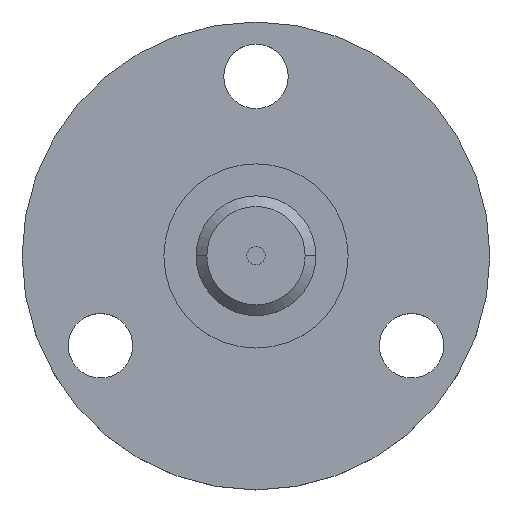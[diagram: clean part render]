
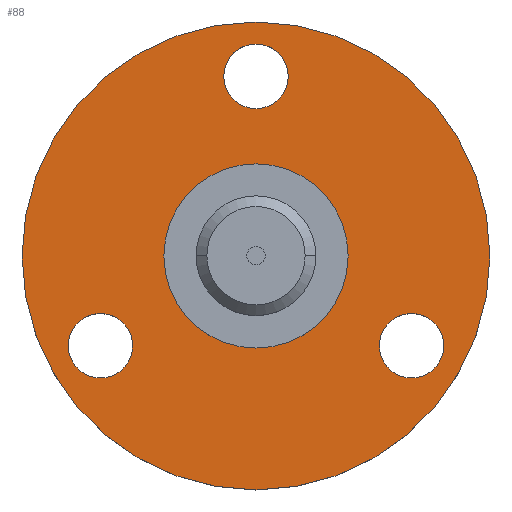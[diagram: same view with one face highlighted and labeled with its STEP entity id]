
A CAD part, top view. The second image highlights one B-rep face of the part: STEP entity #88.
In plain terms, the highlighted planar face has unit normal (0, 0, 1).
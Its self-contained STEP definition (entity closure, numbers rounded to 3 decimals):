
#5 = VERTEX_POINT ( 'NONE', #105 ) ;
#33 = CIRCLE ( 'NONE', #674, 1.75 ) ;
#43 = DIRECTION ( 'NONE',  ( 0., 0., 1. ) ) ;
#53 = DIRECTION ( 'NONE',  ( 1., 0., 0. ) ) ;
#88 = ADVANCED_FACE ( 'NONE', ( #606, #929, #281, #1588, #1227 ), #956, .T. ) ;
#92 = DIRECTION ( 'NONE',  ( 0., 0., 1. ) ) ;
#105 = CARTESIAN_POINT ( 'NONE',  ( -12.7, 0., 28.49 ) ) ;
#106 = CIRCLE ( 'NONE', #141, 12.7 ) ;
#112 = AXIS2_PLACEMENT_3D ( 'NONE', #501, #911, #708 ) ;
#115 = CARTESIAN_POINT ( 'NONE',  ( 0., 0., 28.49 ) ) ;
#123 = EDGE_CURVE ( 'NONE', #1387, #1008, #1477, .T. ) ;
#129 = ORIENTED_EDGE ( 'NONE', *, *, #872, .F. ) ;
#141 = AXIS2_PLACEMENT_3D ( 'NONE', #1019, #43, #899 ) ;
#162 = DIRECTION ( 'NONE',  ( 0., 0., 1. ) ) ;
#186 = DIRECTION ( 'NONE',  ( 0., 0., 1. ) ) ;
#195 = ORIENTED_EDGE ( 'NONE', *, *, #509, .F. ) ;
#208 = ORIENTED_EDGE ( 'NONE', *, *, #1001, .F. ) ;
#227 = AXIS2_PLACEMENT_3D ( 'NONE', #955, #342, #464 ) ;
#228 = DIRECTION ( 'NONE',  ( 0., 0., 1. ) ) ;
#281 = FACE_BOUND ( 'NONE', #1469, .T. ) ;
#284 = EDGE_LOOP ( 'NONE', ( #195, #473 ) ) ;
#288 = CARTESIAN_POINT ( 'NONE',  ( -8.444, -4.875, 28.49 ) ) ;
#321 = EDGE_CURVE ( 'NONE', #1483, #1568, #566, .T. ) ;
#342 = DIRECTION ( 'NONE',  ( 0., 0., 1. ) ) ;
#380 = ORIENTED_EDGE ( 'NONE', *, *, #321, .F. ) ;
#387 = AXIS2_PLACEMENT_3D ( 'NONE', #965, #571, #1074 ) ;
#396 = EDGE_CURVE ( 'NONE', #1425, #893, #667, .T. ) ;
#405 = DIRECTION ( 'NONE',  ( 1., 0., 0. ) ) ;
#417 = CARTESIAN_POINT ( 'NONE',  ( 0., 0., 28.49 ) ) ;
#431 = DIRECTION ( 'NONE',  ( 0., 0., 1. ) ) ;
#442 = DIRECTION ( 'NONE',  ( 1., 0., 0. ) ) ;
#446 = CIRCLE ( 'NONE', #1128, 1.75 ) ;
#464 = DIRECTION ( 'NONE',  ( 1., 0., 0. ) ) ;
#469 = VERTEX_POINT ( 'NONE', #1006 ) ;
#473 = ORIENTED_EDGE ( 'NONE', *, *, #396, .F. ) ;
#477 = CARTESIAN_POINT ( 'NONE',  ( 0., 0., 28.49 ) ) ;
#483 = DIRECTION ( 'NONE',  ( -0.5, 0.866, 0. ) ) ;
#501 = CARTESIAN_POINT ( 'NONE',  ( 8.444, -4.875, 28.49 ) ) ;
#503 = DIRECTION ( 'NONE',  ( -0.5, 0.866, 0. ) ) ;
#509 = EDGE_CURVE ( 'NONE', #893, #1425, #520, .T. ) ;
#520 = CIRCLE ( 'NONE', #1158, 1.75 ) ;
#554 = CARTESIAN_POINT ( 'NONE',  ( 0., 9.75, 28.49 ) ) ;
#566 = CIRCLE ( 'NONE', #112, 1.75 ) ;
#571 = DIRECTION ( 'NONE',  ( 0., 0., 1. ) ) ;
#595 = EDGE_LOOP ( 'NONE', ( #1555, #1229 ) ) ;
#606 = FACE_BOUND ( 'NONE', #732, .T. ) ;
#618 = CARTESIAN_POINT ( 'NONE',  ( 6.694, -4.875, 28.49 ) ) ;
#640 = AXIS2_PLACEMENT_3D ( 'NONE', #477, #1034, #442 ) ;
#667 = CIRCLE ( 'NONE', #768, 1.75 ) ;
#674 = AXIS2_PLACEMENT_3D ( 'NONE', #554, #186, #405 ) ;
#708 = DIRECTION ( 'NONE',  ( -0.5, -0.866, 0. ) ) ;
#719 = VERTEX_POINT ( 'NONE', #1003 ) ;
#732 = EDGE_LOOP ( 'NONE', ( #380, #129 ) ) ;
#746 = ORIENTED_EDGE ( 'NONE', *, *, #1095, .F. ) ;
#768 = AXIS2_PLACEMENT_3D ( 'NONE', #942, #92, #503 ) ;
#790 = EDGE_CURVE ( 'NONE', #5, #916, #106, .T. ) ;
#824 = CARTESIAN_POINT ( 'NONE',  ( -5., 0., 28.49 ) ) ;
#872 = EDGE_CURVE ( 'NONE', #1568, #1483, #446, .T. ) ;
#893 = VERTEX_POINT ( 'NONE', #1171 ) ;
#899 = DIRECTION ( 'NONE',  ( 1., 0., 0. ) ) ;
#911 = DIRECTION ( 'NONE',  ( 0., 0., 1. ) ) ;
#915 = CIRCLE ( 'NONE', #1260, 5. ) ;
#916 = VERTEX_POINT ( 'NONE', #1175 ) ;
#929 = FACE_BOUND ( 'NONE', #284, .T. ) ;
#942 = CARTESIAN_POINT ( 'NONE',  ( -8.444, -4.875, 28.49 ) ) ;
#943 = CIRCLE ( 'NONE', #227, 1.75 ) ;
#955 = CARTESIAN_POINT ( 'NONE',  ( 0., 9.75, 28.49 ) ) ;
#956 = PLANE ( 'NONE',  #387 ) ;
#965 = CARTESIAN_POINT ( 'NONE',  ( 0., 0., 28.49 ) ) ;
#999 = AXIS2_PLACEMENT_3D ( 'NONE', #417, #1525, #53 ) ;
#1001 = EDGE_CURVE ( 'NONE', #469, #719, #943, .T. ) ;
#1003 = CARTESIAN_POINT ( 'NONE',  ( -1.75, 9.75, 28.49 ) ) ;
#1006 = CARTESIAN_POINT ( 'NONE',  ( 1.75, 9.75, 28.49 ) ) ;
#1008 = VERTEX_POINT ( 'NONE', #1208 ) ;
#1019 = CARTESIAN_POINT ( 'NONE',  ( 0., 0., 28.49 ) ) ;
#1034 = DIRECTION ( 'NONE',  ( 0., 0., 1. ) ) ;
#1074 = DIRECTION ( 'NONE',  ( 1., 0., 0. ) ) ;
#1095 = EDGE_CURVE ( 'NONE', #1008, #1387, #915, .T. ) ;
#1105 = CARTESIAN_POINT ( 'NONE',  ( -10.194, -4.875, 28.49 ) ) ;
#1128 = AXIS2_PLACEMENT_3D ( 'NONE', #1412, #431, #1292 ) ;
#1158 = AXIS2_PLACEMENT_3D ( 'NONE', #288, #162, #483 ) ;
#1160 = CARTESIAN_POINT ( 'NONE',  ( 10.194, -4.875, 28.49 ) ) ;
#1171 = CARTESIAN_POINT ( 'NONE',  ( -6.694, -4.875, 28.49 ) ) ;
#1175 = CARTESIAN_POINT ( 'NONE',  ( 12.7, 0., 28.49 ) ) ;
#1208 = CARTESIAN_POINT ( 'NONE',  ( 5., 0., 28.49 ) ) ;
#1227 = FACE_BOUND ( 'NONE', #1338, .T. ) ;
#1229 = ORIENTED_EDGE ( 'NONE', *, *, #1492, .T. ) ;
#1260 = AXIS2_PLACEMENT_3D ( 'NONE', #115, #228, #1585 ) ;
#1286 = EDGE_CURVE ( 'NONE', #719, #469, #33, .T. ) ;
#1292 = DIRECTION ( 'NONE',  ( -0.5, -0.866, 0. ) ) ;
#1338 = EDGE_LOOP ( 'NONE', ( #1569, #746 ) ) ;
#1353 = CIRCLE ( 'NONE', #999, 12.7 ) ;
#1387 = VERTEX_POINT ( 'NONE', #824 ) ;
#1406 = ORIENTED_EDGE ( 'NONE', *, *, #1286, .F. ) ;
#1412 = CARTESIAN_POINT ( 'NONE',  ( 8.444, -4.875, 28.49 ) ) ;
#1425 = VERTEX_POINT ( 'NONE', #1105 ) ;
#1469 = EDGE_LOOP ( 'NONE', ( #208, #1406 ) ) ;
#1477 = CIRCLE ( 'NONE', #640, 5. ) ;
#1483 = VERTEX_POINT ( 'NONE', #1160 ) ;
#1492 = EDGE_CURVE ( 'NONE', #916, #5, #1353, .T. ) ;
#1525 = DIRECTION ( 'NONE',  ( 0., 0., 1. ) ) ;
#1555 = ORIENTED_EDGE ( 'NONE', *, *, #790, .T. ) ;
#1568 = VERTEX_POINT ( 'NONE', #618 ) ;
#1569 = ORIENTED_EDGE ( 'NONE', *, *, #123, .F. ) ;
#1585 = DIRECTION ( 'NONE',  ( 1., 0., 0. ) ) ;
#1588 = FACE_OUTER_BOUND ( 'NONE', #595, .T. ) ;
